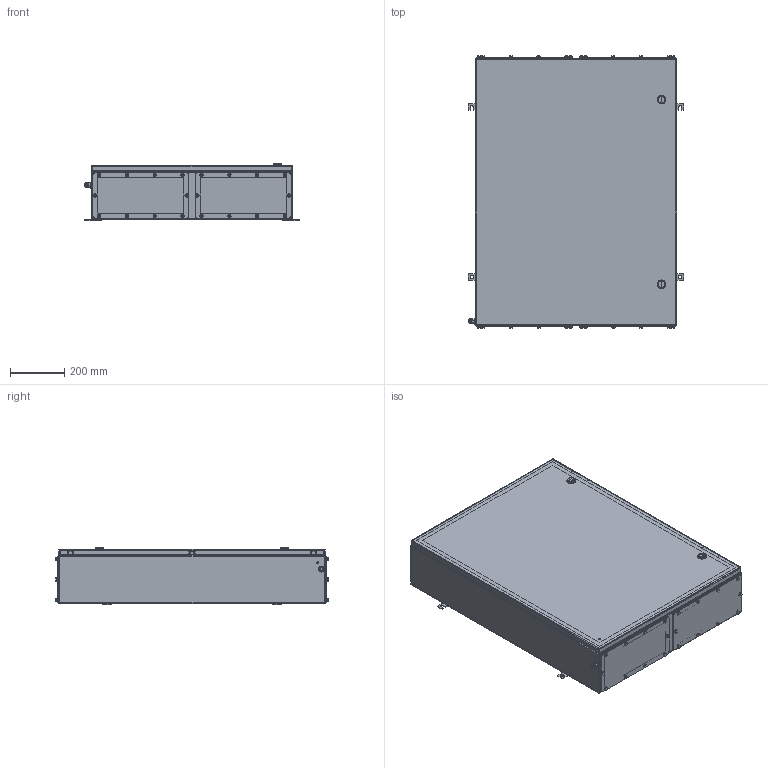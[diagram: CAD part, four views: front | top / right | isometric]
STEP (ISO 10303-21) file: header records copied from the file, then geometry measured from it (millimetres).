
FILE_DESCRIPTION(('CATIA V5 STEP Exchange','CAx-IF Rec.Pracs.--- Model Styling and Organization---1.4--- 2014-01-23'),'2;1');
FILE_NAME ('008874-5_4_1201020000_1201020000.stp','2019-09-23T10:55:48+00:00',('none'),('Weidmueller'),'CATIA Version 5-6 Release 2016 SP3 HF44','CATIA V5 STEP AP214','none');
FILE_SCHEMA(('AUTOMOTIVE_DESIGN { 1 0 10303 214 1 1 1 1 }'));
Products named in the file (1): ZUB_KTB_QL_987420_2GP
Bounding box: 791 x 1002 x 209.8 mm (x, y, z)
Volume: 4398772 mm3; surface area: 5113292.4 mm2
Topology: 144 solids, 146 shells, 2812 faces, 6434 edges, 4053 vertices
Faces by surface type: cylinder 1298, plane 1186, cone 274, sphere 24, torus 22, bspline 8
Entity records: 75848 total; most frequent: CARTESIAN_POINT 16308, ORIENTED_EDGE 12616, DIRECTION 10003, EDGE_CURVE 6308, AXIS2_PLACEMENT_3D 4459, VERTEX_POINT 4053, VECTOR 3472, LINE 3472
